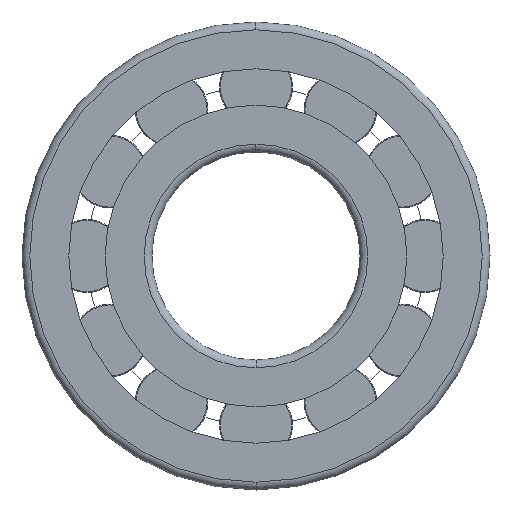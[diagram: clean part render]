
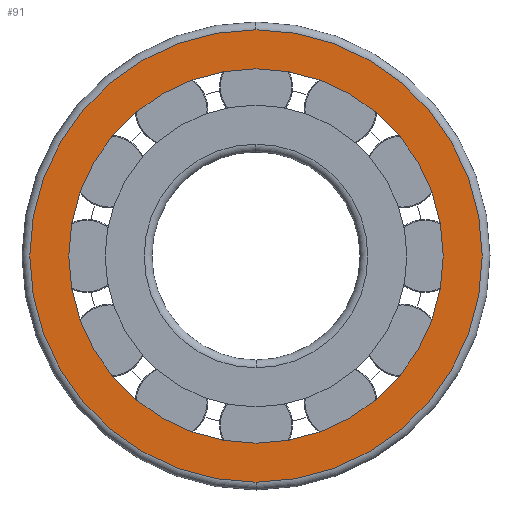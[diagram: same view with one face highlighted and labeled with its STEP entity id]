
A CAD part, left-side view. The second image highlights one B-rep face of the part: STEP entity #91.
In plain terms, the highlighted planar face has unit normal (-1, 0, 0).
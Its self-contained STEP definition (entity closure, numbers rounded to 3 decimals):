
#91=ADVANCED_FACE('',(#278,#279),#280,.T.);
#278=FACE_OUTER_BOUND('',#611,.T.);
#279=FACE_BOUND('',#612,.T.);
#280=PLANE('',#613);
#611=EDGE_LOOP('',(#1105,#1106,#1107));
#612=EDGE_LOOP('',(#1108,#1109));
#613=AXIS2_PLACEMENT_3D('',#1110,#1111,#1112);
#1105=ORIENTED_EDGE('',*,*,#2191,.F.);
#1106=ORIENTED_EDGE('',*,*,#2190,.F.);
#1107=ORIENTED_EDGE('',*,*,#2226,.F.);
#1108=ORIENTED_EDGE('',*,*,#2225,.T.);
#1109=ORIENTED_EDGE('',*,*,#2196,.T.);
#1110=CARTESIAN_POINT('',(0.,39.75,0.0));
#1111=DIRECTION('',(-1.0,0.0,0.0));
#1112=DIRECTION('',(0.0,-1.0,0.0));
#2190=EDGE_CURVE('',#2623,#2626,#2627,.T.);
#2191=EDGE_CURVE('',#2626,#2628,#2629,.T.);
#2196=EDGE_CURVE('',#2638,#2635,#2639,.T.);
#2225=EDGE_CURVE('',#2635,#2638,#2685,.T.);
#2226=EDGE_CURVE('',#2628,#2623,#2686,.T.);
#2623=VERTEX_POINT('',#3331);
#2626=VERTEX_POINT('',#3334);
#2627=CIRCLE('',#3335,43.5);
#2628=VERTEX_POINT('',#3336);
#2629=CIRCLE('',#3337,43.5);
#2635=VERTEX_POINT('',#3343);
#2638=VERTEX_POINT('',#3347);
#2639=CIRCLE('',#3348,36.0);
#2685=CIRCLE('',#3401,36.0);
#2686=CIRCLE('',#3402,43.5);
#3331=CARTESIAN_POINT('',(0.,0.,-43.5));
#3334=CARTESIAN_POINT('',(0.,43.5,0.0));
#3335=AXIS2_PLACEMENT_3D('',#5082,#5083,#5084);
#3336=CARTESIAN_POINT('',(0.,0.,43.5));
#3337=AXIS2_PLACEMENT_3D('',#5085,#5086,#5087);
#3343=CARTESIAN_POINT('',(0.,36.0,0.0));
#3347=CARTESIAN_POINT('',(0.,-36.0,0.));
#3348=AXIS2_PLACEMENT_3D('',#5098,#5099,#5100);
#3401=AXIS2_PLACEMENT_3D('',#5171,#5172,#5173);
#3402=AXIS2_PLACEMENT_3D('',#5174,#5175,#5176);
#5082=CARTESIAN_POINT('',(0.,0.0,0.0));
#5083=DIRECTION('',(1.0,0.0,0.0));
#5084=DIRECTION('',(0.0,1.0,0.0));
#5085=CARTESIAN_POINT('',(0.,0.0,0.0));
#5086=DIRECTION('',(1.0,0.0,0.0));
#5087=DIRECTION('',(0.0,1.0,0.0));
#5098=CARTESIAN_POINT('',(0.,0.0,0.0));
#5099=DIRECTION('',(1.0,0.0,0.0));
#5100=DIRECTION('',(0.0,1.0,0.0));
#5171=CARTESIAN_POINT('',(0.,0.0,0.0));
#5172=DIRECTION('',(1.0,0.0,0.0));
#5173=DIRECTION('',(0.0,1.0,0.0));
#5174=CARTESIAN_POINT('',(0.,0.0,0.0));
#5175=DIRECTION('',(1.0,0.0,0.0));
#5176=DIRECTION('',(0.0,1.0,0.0));
